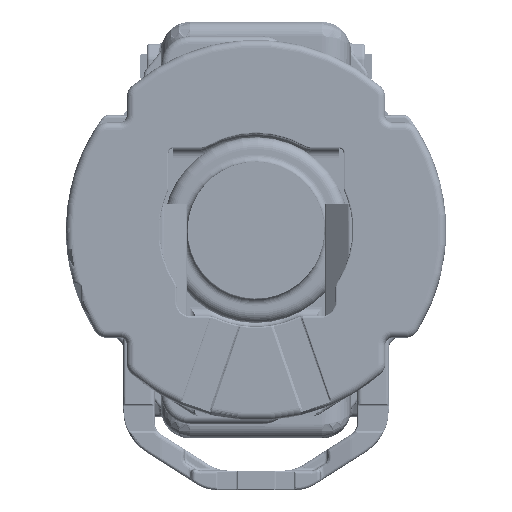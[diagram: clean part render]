
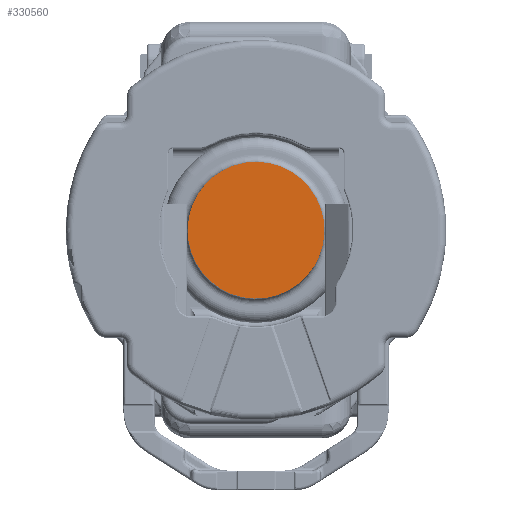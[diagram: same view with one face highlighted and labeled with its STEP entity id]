
A CAD part, left-side view. The second image highlights one B-rep face of the part: STEP entity #330560.
In plain terms, the highlighted planar face has unit normal (-1, 0, 0).
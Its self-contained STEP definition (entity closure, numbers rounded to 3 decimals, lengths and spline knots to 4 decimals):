
#330540=AXIS2_PLACEMENT_3D('Plane Axis2P3D',#330537,#330538,#330539) ;
#330544=AXIS2_PLACEMENT_3D('Circle Axis2P3D',#330542,#330543,$) ;
#330553=AXIS2_PLACEMENT_3D('Circle Axis2P3D',#330551,#330552,$) ;
#330537=CARTESIAN_POINT('Axis2P3D Location',(-33.95,0.,0.)) ;
#330542=CARTESIAN_POINT('Axis2P3D Location',(-33.95,0.,0.)) ;
#330546=CARTESIAN_POINT('Vertex',(-33.95,-2.2911,-4.1781)) ;
#330548=CARTESIAN_POINT('Vertex',(-33.95,2.2911,4.1781)) ;
#330551=CARTESIAN_POINT('Axis2P3D Location',(-33.95,0.,0.)) ;
#330538=DIRECTION('Axis2P3D Direction',(1.,0.,0.)) ;
#330539=DIRECTION('Axis2P3D XDirection',(0.,0.002,1.)) ;
#330543=DIRECTION('Axis2P3D Direction',(1.,0.,0.)) ;
#330552=DIRECTION('Axis2P3D Direction',(1.,0.,0.)) ;
#330557=ORIENTED_EDGE('',*,*,#330550,.T.) ;
#330558=ORIENTED_EDGE('',*,*,#330555,.T.) ;
#330560=ADVANCED_FACE('SAE Male 3/8"',(#330559),#330541,.F.) ;
#330545=CIRCLE('generated circle',#330544,4.765) ;
#330554=CIRCLE('generated circle',#330553,4.765) ;
#330550=EDGE_CURVE('',#330547,#330549,#330545,.F.) ;
#330555=EDGE_CURVE('',#330549,#330547,#330554,.F.) ;
#330556=EDGE_LOOP('',(#330557,#330558)) ;
#330559=FACE_OUTER_BOUND('',#330556,.T.) ;
#330541=PLANE('',#330540) ;
#330547=VERTEX_POINT('',#330546) ;
#330549=VERTEX_POINT('',#330548) ;
